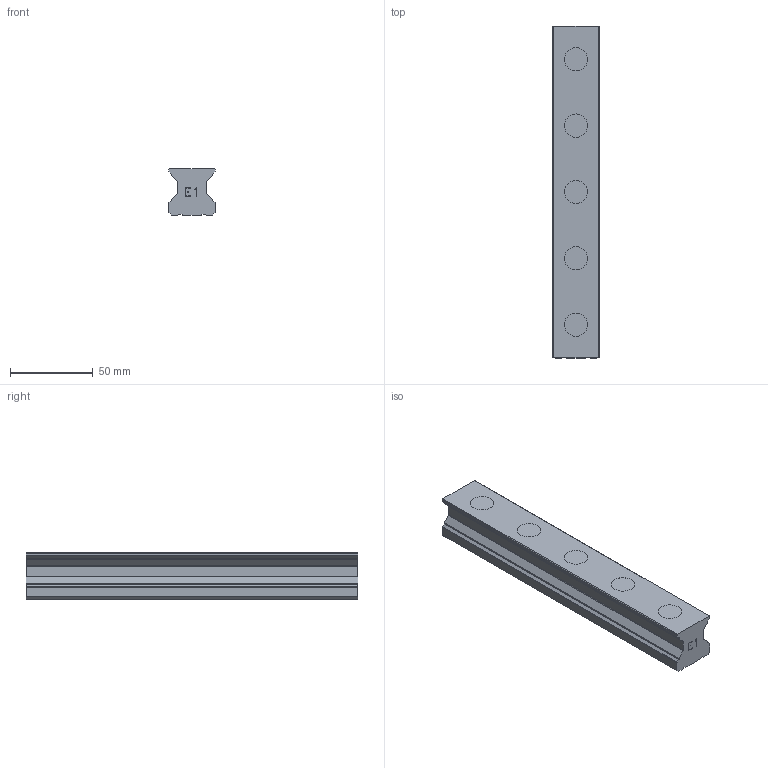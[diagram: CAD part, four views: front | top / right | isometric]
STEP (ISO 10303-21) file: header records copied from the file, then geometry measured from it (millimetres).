
FILE_DESCRIPTION(('STEP AP214'),'1');
FILE_NAME('cctmp_330D71AA-C4AA-4EA9-8D3C-7BCF9161BDE3_2021_03_11_14_13_15_0419..stp','2021-03-11T13:13:15',('HIWIN GmbH'),('CADClick - www.CADClick.com'),'Spatial InterOp 3D',' ','unknown authorization');
FILE_SCHEMA(('AUTOMOTIVE_DESIGN'));
Length unit declared in the file: millimetre
Products named in the file (1): RGR30R200H_FILE
Bounding box: 28 x 200 x 28 mm (x, y, z)
Volume: 114772.7 mm3; surface area: 30860.6 mm2
Topology: 1 solids, 1 shells, 160 faces, 417 edges, 278 vertices
Faces by surface type: plane 112, cylinder 48
Entity records: 6201 total; most frequent: CARTESIAN_POINT 856, DIRECTION 835, ORIENTED_EDGE 834, EDGE_CURVE 417, LINE 321, VECTOR 321, VERTEX_POINT 278, AXIS2_PLACEMENT_3D 257
